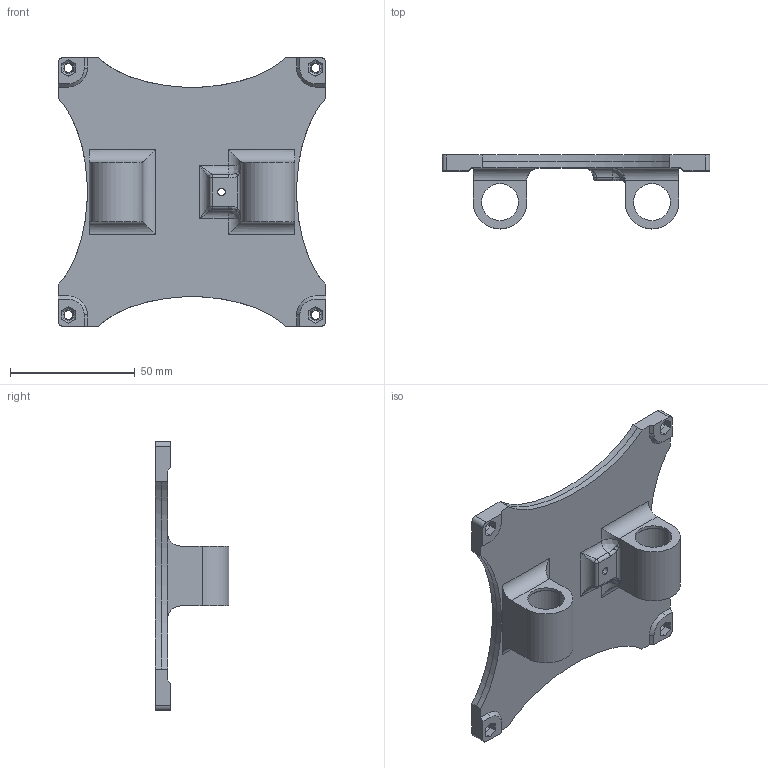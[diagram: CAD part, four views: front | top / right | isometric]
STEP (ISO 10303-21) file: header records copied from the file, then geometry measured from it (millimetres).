
FILE_DESCRIPTION (( 'STEP AP214' ), '1' );
FILE_NAME ('MicroBeta_Bed_V4.STEP', '2021-09-06T05:06:44', ( '' ), ( '' ), 'SwSTEP 2.0', 'SolidWorks 2021', '' );
FILE_SCHEMA (( 'AUTOMOTIVE_DESIGN' ));
Length unit declared in the file: inch
Products named in the file (1): MicroBeta_Bed_V4
Bounding box: 107.47 x 29.63 x 107.7 mm (x, y, z)
Volume: 61424.4 mm3; surface area: 26197.8 mm2
Topology: 1 solids, 1 shells, 248 faces, 608 edges, 367 vertices
Faces by surface type: plane 148, bspline 44, cylinder 38, torus 8, cone 8, sphere 2
Entity records: 8920 total; most frequent: CARTESIAN_POINT 3388, ORIENTED_EDGE 1200, DIRECTION 1009, EDGE_CURVE 600, LINE 403, VECTOR 403, VERTEX_POINT 367, AXIS2_PLACEMENT_3D 303
